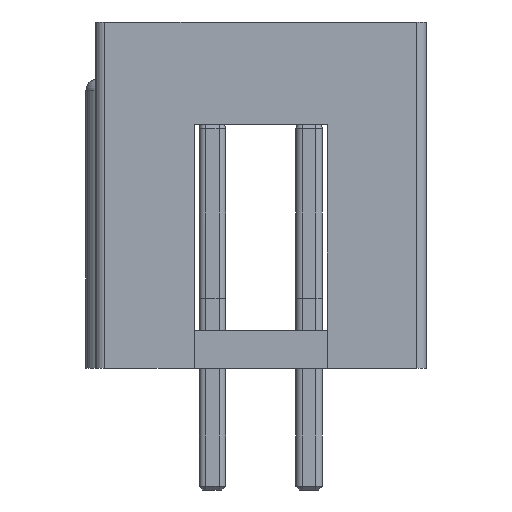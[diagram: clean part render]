
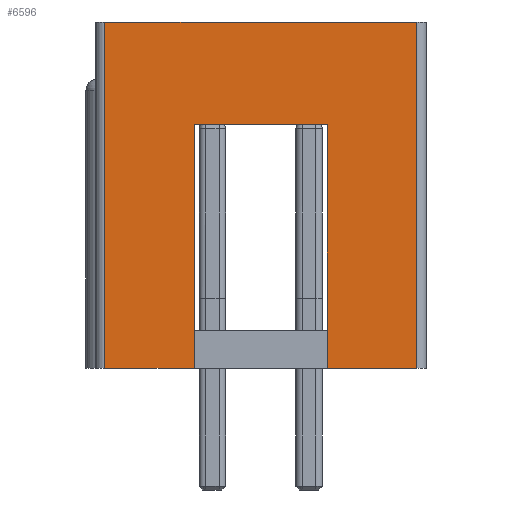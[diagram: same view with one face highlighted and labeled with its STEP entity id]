
A CAD part, left-side view. The second image highlights one B-rep face of the part: STEP entity #6596.
In plain terms, the highlighted planar face has unit normal (-1, 0, 0).
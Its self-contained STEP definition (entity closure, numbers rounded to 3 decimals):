
#69 = PLANE('',#70);
#70 = AXIS2_PLACEMENT_3D('',#71,#72,#73);
#71 = CARTESIAN_POINT('',(0.,0.,0.));
#72 = DIRECTION('',(0.,0.,1.));
#73 = DIRECTION('',(1.,0.,-0.));
#122 = VERTEX_POINT('',#123);
#123 = CARTESIAN_POINT('',(-17.96,4.1,0.));
#138 = CYLINDRICAL_SURFACE('',#139,0.25);
#139 = AXIS2_PLACEMENT_3D('',#140,#141,#142);
#140 = CARTESIAN_POINT('',(-17.71,4.1,0.));
#141 = DIRECTION('',(0.,0.,1.));
#142 = DIRECTION('',(-0.,1.,0.));
#150 = EDGE_CURVE('',#122,#151,#153,.T.);
#151 = VERTEX_POINT('',#152);
#152 = CARTESIAN_POINT('',(-17.96,1.75,0.));
#153 = SURFACE_CURVE('',#154,(#158,#165),.PCURVE_S1.);
#154 = LINE('',#155,#156);
#155 = CARTESIAN_POINT('',(-17.96,4.35,0.));
#156 = VECTOR('',#157,1.);
#157 = DIRECTION('',(0.,-1.,0.));
#158 = PCURVE('',#69,#159);
#159 = DEFINITIONAL_REPRESENTATION('',(#160),#164);
#160 = LINE('',#161,#162);
#161 = CARTESIAN_POINT('',(-17.96,4.35));
#162 = VECTOR('',#163,1.);
#163 = DIRECTION('',(0.,-1.));
#164 = ( GEOMETRIC_REPRESENTATION_CONTEXT(2) 
PARAMETRIC_REPRESENTATION_CONTEXT() REPRESENTATION_CONTEXT('2D SPACE',''
  ) );
#165 = PCURVE('',#166,#171);
#166 = PLANE('',#167);
#167 = AXIS2_PLACEMENT_3D('',#168,#169,#170);
#168 = CARTESIAN_POINT('',(-17.96,4.35,0.));
#169 = DIRECTION('',(1.,0.,-0.));
#170 = DIRECTION('',(0.,-1.,0.));
#171 = DEFINITIONAL_REPRESENTATION('',(#172),#176);
#172 = LINE('',#173,#174);
#173 = CARTESIAN_POINT('',(0.,0.));
#174 = VECTOR('',#175,1.);
#175 = DIRECTION('',(1.,0.));
#176 = ( GEOMETRIC_REPRESENTATION_CONTEXT(2) 
PARAMETRIC_REPRESENTATION_CONTEXT() REPRESENTATION_CONTEXT('2D SPACE',''
  ) );
#194 = PLANE('',#195);
#195 = AXIS2_PLACEMENT_3D('',#196,#197,#198);
#196 = CARTESIAN_POINT('',(-16.96,1.75,0.));
#197 = DIRECTION('',(0.,-1.,0.));
#198 = DIRECTION('',(-1.,0.,0.));
#235 = VERTEX_POINT('',#236);
#236 = CARTESIAN_POINT('',(-17.96,-1.75,0.));
#250 = PLANE('',#251);
#251 = AXIS2_PLACEMENT_3D('',#252,#253,#254);
#252 = CARTESIAN_POINT('',(-17.96,-1.75,0.));
#253 = DIRECTION('',(0.,1.,0.));
#254 = DIRECTION('',(1.,0.,0.));
#262 = EDGE_CURVE('',#235,#263,#265,.T.);
#263 = VERTEX_POINT('',#264);
#264 = CARTESIAN_POINT('',(-17.96,-4.1,0.));
#265 = SURFACE_CURVE('',#266,(#270,#277),.PCURVE_S1.);
#266 = LINE('',#267,#268);
#267 = CARTESIAN_POINT('',(-17.96,4.35,0.));
#268 = VECTOR('',#269,1.);
#269 = DIRECTION('',(0.,-1.,0.));
#270 = PCURVE('',#69,#271);
#271 = DEFINITIONAL_REPRESENTATION('',(#272),#276);
#272 = LINE('',#273,#274);
#273 = CARTESIAN_POINT('',(-17.96,4.35));
#274 = VECTOR('',#275,1.);
#275 = DIRECTION('',(0.,-1.));
#276 = ( GEOMETRIC_REPRESENTATION_CONTEXT(2) 
PARAMETRIC_REPRESENTATION_CONTEXT() REPRESENTATION_CONTEXT('2D SPACE',''
  ) );
#277 = PCURVE('',#166,#278);
#278 = DEFINITIONAL_REPRESENTATION('',(#279),#283);
#279 = LINE('',#280,#281);
#280 = CARTESIAN_POINT('',(0.,0.));
#281 = VECTOR('',#282,1.);
#282 = DIRECTION('',(1.,0.));
#283 = ( GEOMETRIC_REPRESENTATION_CONTEXT(2) 
PARAMETRIC_REPRESENTATION_CONTEXT() REPRESENTATION_CONTEXT('2D SPACE',''
  ) );
#306 = CYLINDRICAL_SURFACE('',#307,0.25);
#307 = AXIS2_PLACEMENT_3D('',#308,#309,#310);
#308 = CARTESIAN_POINT('',(-17.71,-4.1,0.));
#309 = DIRECTION('',(0.,0.,1.));
#310 = DIRECTION('',(0.,-1.,0.));
#5671 = PLANE('',#5672);
#5672 = AXIS2_PLACEMENT_3D('',#5673,#5674,#5675);
#5673 = CARTESIAN_POINT('',(0.,0.,9.1));
#5674 = DIRECTION('',(0.,0.,1.));
#5675 = DIRECTION('',(1.,0.,-0.));
#6551 = EDGE_CURVE('',#122,#6552,#6554,.T.);
#6552 = VERTEX_POINT('',#6553);
#6553 = CARTESIAN_POINT('',(-17.96,4.1,9.1));
#6554 = SURFACE_CURVE('',#6555,(#6559,#6566),.PCURVE_S1.);
#6555 = LINE('',#6556,#6557);
#6556 = CARTESIAN_POINT('',(-17.96,4.1,0.));
#6557 = VECTOR('',#6558,1.);
#6558 = DIRECTION('',(0.,0.,1.));
#6559 = PCURVE('',#138,#6560);
#6560 = DEFINITIONAL_REPRESENTATION('',(#6561),#6565);
#6561 = LINE('',#6562,#6563);
#6562 = CARTESIAN_POINT('',(1.571,0.));
#6563 = VECTOR('',#6564,1.);
#6564 = DIRECTION('',(0.,1.));
#6565 = ( GEOMETRIC_REPRESENTATION_CONTEXT(2) 
PARAMETRIC_REPRESENTATION_CONTEXT() REPRESENTATION_CONTEXT('2D SPACE',''
  ) );
#6566 = PCURVE('',#166,#6567);
#6567 = DEFINITIONAL_REPRESENTATION('',(#6568),#6572);
#6568 = LINE('',#6569,#6570);
#6569 = CARTESIAN_POINT('',(0.25,0.));
#6570 = VECTOR('',#6571,1.);
#6571 = DIRECTION('',(0.,-1.));
#6572 = ( GEOMETRIC_REPRESENTATION_CONTEXT(2) 
PARAMETRIC_REPRESENTATION_CONTEXT() REPRESENTATION_CONTEXT('2D SPACE',''
  ) );
#6596 = ADVANCED_FACE('',(#6597),#166,.F.);
#6597 = FACE_BOUND('',#6598,.F.);
#6598 = EDGE_LOOP('',(#6599,#6600,#6601,#6624,#6645,#6646,#6669,#6697));
#6599 = ORIENTED_EDGE('',*,*,#150,.F.);
#6600 = ORIENTED_EDGE('',*,*,#6551,.T.);
#6601 = ORIENTED_EDGE('',*,*,#6602,.T.);
#6602 = EDGE_CURVE('',#6552,#6603,#6605,.T.);
#6603 = VERTEX_POINT('',#6604);
#6604 = CARTESIAN_POINT('',(-17.96,-4.1,9.1));
#6605 = SURFACE_CURVE('',#6606,(#6610,#6617),.PCURVE_S1.);
#6606 = LINE('',#6607,#6608);
#6607 = CARTESIAN_POINT('',(-17.96,4.35,9.1));
#6608 = VECTOR('',#6609,1.);
#6609 = DIRECTION('',(0.,-1.,0.));
#6610 = PCURVE('',#166,#6611);
#6611 = DEFINITIONAL_REPRESENTATION('',(#6612),#6616);
#6612 = LINE('',#6613,#6614);
#6613 = CARTESIAN_POINT('',(0.,-9.1));
#6614 = VECTOR('',#6615,1.);
#6615 = DIRECTION('',(1.,0.));
#6616 = ( GEOMETRIC_REPRESENTATION_CONTEXT(2) 
PARAMETRIC_REPRESENTATION_CONTEXT() REPRESENTATION_CONTEXT('2D SPACE',''
  ) );
#6617 = PCURVE('',#5671,#6618);
#6618 = DEFINITIONAL_REPRESENTATION('',(#6619),#6623);
#6619 = LINE('',#6620,#6621);
#6620 = CARTESIAN_POINT('',(-17.96,4.35));
#6621 = VECTOR('',#6622,1.);
#6622 = DIRECTION('',(0.,-1.));
#6623 = ( GEOMETRIC_REPRESENTATION_CONTEXT(2) 
PARAMETRIC_REPRESENTATION_CONTEXT() REPRESENTATION_CONTEXT('2D SPACE',''
  ) );
#6624 = ORIENTED_EDGE('',*,*,#6625,.F.);
#6625 = EDGE_CURVE('',#263,#6603,#6626,.T.);
#6626 = SURFACE_CURVE('',#6627,(#6631,#6638),.PCURVE_S1.);
#6627 = LINE('',#6628,#6629);
#6628 = CARTESIAN_POINT('',(-17.96,-4.1,0.));
#6629 = VECTOR('',#6630,1.);
#6630 = DIRECTION('',(0.,0.,1.));
#6631 = PCURVE('',#166,#6632);
#6632 = DEFINITIONAL_REPRESENTATION('',(#6633),#6637);
#6633 = LINE('',#6634,#6635);
#6634 = CARTESIAN_POINT('',(8.45,0.));
#6635 = VECTOR('',#6636,1.);
#6636 = DIRECTION('',(0.,-1.));
#6637 = ( GEOMETRIC_REPRESENTATION_CONTEXT(2) 
PARAMETRIC_REPRESENTATION_CONTEXT() REPRESENTATION_CONTEXT('2D SPACE',''
  ) );
#6638 = PCURVE('',#306,#6639);
#6639 = DEFINITIONAL_REPRESENTATION('',(#6640),#6644);
#6640 = LINE('',#6641,#6642);
#6641 = CARTESIAN_POINT('',(-1.571,0.));
#6642 = VECTOR('',#6643,1.);
#6643 = DIRECTION('',(-0.,1.));
#6644 = ( GEOMETRIC_REPRESENTATION_CONTEXT(2) 
PARAMETRIC_REPRESENTATION_CONTEXT() REPRESENTATION_CONTEXT('2D SPACE',''
  ) );
#6645 = ORIENTED_EDGE('',*,*,#262,.F.);
#6646 = ORIENTED_EDGE('',*,*,#6647,.T.);
#6647 = EDGE_CURVE('',#235,#6648,#6650,.T.);
#6648 = VERTEX_POINT('',#6649);
#6649 = CARTESIAN_POINT('',(-17.96,-1.75,6.4));
#6650 = SURFACE_CURVE('',#6651,(#6655,#6662),.PCURVE_S1.);
#6651 = LINE('',#6652,#6653);
#6652 = CARTESIAN_POINT('',(-17.96,-1.75,0.));
#6653 = VECTOR('',#6654,1.);
#6654 = DIRECTION('',(0.,0.,1.));
#6655 = PCURVE('',#166,#6656);
#6656 = DEFINITIONAL_REPRESENTATION('',(#6657),#6661);
#6657 = LINE('',#6658,#6659);
#6658 = CARTESIAN_POINT('',(6.1,0.));
#6659 = VECTOR('',#6660,1.);
#6660 = DIRECTION('',(0.,-1.));
#6661 = ( GEOMETRIC_REPRESENTATION_CONTEXT(2) 
PARAMETRIC_REPRESENTATION_CONTEXT() REPRESENTATION_CONTEXT('2D SPACE',''
  ) );
#6662 = PCURVE('',#250,#6663);
#6663 = DEFINITIONAL_REPRESENTATION('',(#6664),#6668);
#6664 = LINE('',#6665,#6666);
#6665 = CARTESIAN_POINT('',(0.,0.));
#6666 = VECTOR('',#6667,1.);
#6667 = DIRECTION('',(0.,-1.));
#6668 = ( GEOMETRIC_REPRESENTATION_CONTEXT(2) 
PARAMETRIC_REPRESENTATION_CONTEXT() REPRESENTATION_CONTEXT('2D SPACE',''
  ) );
#6669 = ORIENTED_EDGE('',*,*,#6670,.F.);
#6670 = EDGE_CURVE('',#6671,#6648,#6673,.T.);
#6671 = VERTEX_POINT('',#6672);
#6672 = CARTESIAN_POINT('',(-17.96,1.75,6.4));
#6673 = SURFACE_CURVE('',#6674,(#6678,#6685),.PCURVE_S1.);
#6674 = LINE('',#6675,#6676);
#6675 = CARTESIAN_POINT('',(-17.96,1.75,6.4));
#6676 = VECTOR('',#6677,1.);
#6677 = DIRECTION('',(0.,-1.,0.));
#6678 = PCURVE('',#166,#6679);
#6679 = DEFINITIONAL_REPRESENTATION('',(#6680),#6684);
#6680 = LINE('',#6681,#6682);
#6681 = CARTESIAN_POINT('',(2.6,-6.4));
#6682 = VECTOR('',#6683,1.);
#6683 = DIRECTION('',(1.,0.));
#6684 = ( GEOMETRIC_REPRESENTATION_CONTEXT(2) 
PARAMETRIC_REPRESENTATION_CONTEXT() REPRESENTATION_CONTEXT('2D SPACE',''
  ) );
#6685 = PCURVE('',#6686,#6691);
#6686 = PLANE('',#6687);
#6687 = AXIS2_PLACEMENT_3D('',#6688,#6689,#6690);
#6688 = CARTESIAN_POINT('',(-17.46,0.,6.4));
#6689 = DIRECTION('',(0.,0.,1.));
#6690 = DIRECTION('',(1.,0.,-0.));
#6691 = DEFINITIONAL_REPRESENTATION('',(#6692),#6696);
#6692 = LINE('',#6693,#6694);
#6693 = CARTESIAN_POINT('',(-0.5,1.75));
#6694 = VECTOR('',#6695,1.);
#6695 = DIRECTION('',(0.,-1.));
#6696 = ( GEOMETRIC_REPRESENTATION_CONTEXT(2) 
PARAMETRIC_REPRESENTATION_CONTEXT() REPRESENTATION_CONTEXT('2D SPACE',''
  ) );
#6697 = ORIENTED_EDGE('',*,*,#6698,.F.);
#6698 = EDGE_CURVE('',#151,#6671,#6699,.T.);
#6699 = SURFACE_CURVE('',#6700,(#6704,#6711),.PCURVE_S1.);
#6700 = LINE('',#6701,#6702);
#6701 = CARTESIAN_POINT('',(-17.96,1.75,0.));
#6702 = VECTOR('',#6703,1.);
#6703 = DIRECTION('',(0.,0.,1.));
#6704 = PCURVE('',#166,#6705);
#6705 = DEFINITIONAL_REPRESENTATION('',(#6706),#6710);
#6706 = LINE('',#6707,#6708);
#6707 = CARTESIAN_POINT('',(2.6,0.));
#6708 = VECTOR('',#6709,1.);
#6709 = DIRECTION('',(0.,-1.));
#6710 = ( GEOMETRIC_REPRESENTATION_CONTEXT(2) 
PARAMETRIC_REPRESENTATION_CONTEXT() REPRESENTATION_CONTEXT('2D SPACE',''
  ) );
#6711 = PCURVE('',#194,#6712);
#6712 = DEFINITIONAL_REPRESENTATION('',(#6713),#6717);
#6713 = LINE('',#6714,#6715);
#6714 = CARTESIAN_POINT('',(1.,0.));
#6715 = VECTOR('',#6716,1.);
#6716 = DIRECTION('',(0.,-1.));
#6717 = ( GEOMETRIC_REPRESENTATION_CONTEXT(2) 
PARAMETRIC_REPRESENTATION_CONTEXT() REPRESENTATION_CONTEXT('2D SPACE',''
  ) );
